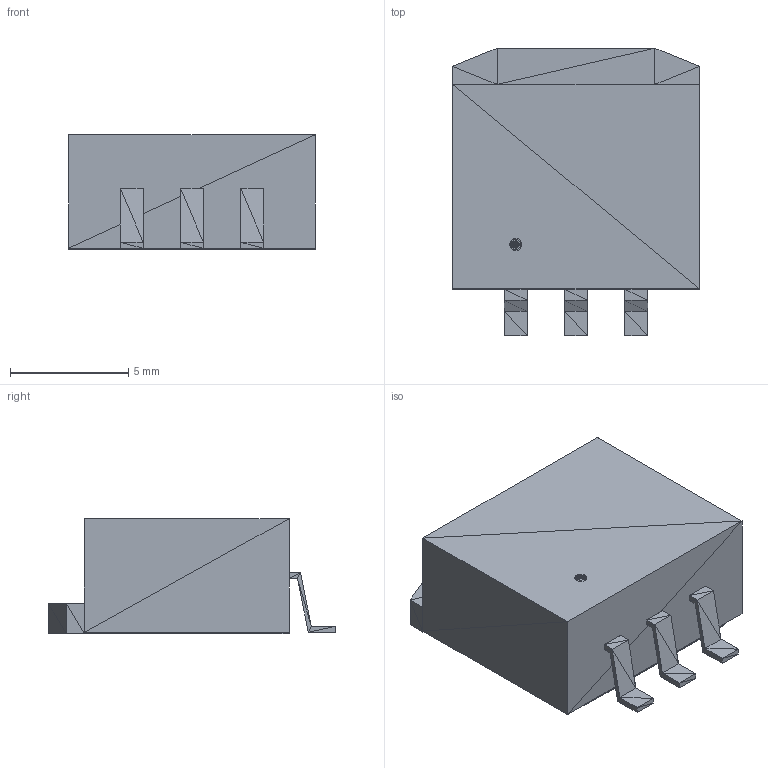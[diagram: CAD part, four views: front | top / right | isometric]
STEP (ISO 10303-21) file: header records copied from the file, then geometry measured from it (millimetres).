
FILE_DESCRIPTION(('STEP AP214'),'1');
FILE_NAME('TS3B-L','2020-01-07T03:40:45',(''),(''),'','','');
FILE_SCHEMA(('AUTOMOTIVE_DESIGN'));
Length unit declared in the file: millimetre
Products named in the file (1): product
Bounding box: 10.41 x 12.13 x 4.85 mm (x, y, z)
Volume: 434.1 mm3; surface area: 592.5 mm2
Topology: 5 solids, 6 shells, 272 faces, 418 edges, 152 vertices
Faces by surface type: plane 272
Entity records: 5309 total; most frequent: DIRECTION 964, ORIENTED_EDGE 816, CARTESIAN_POINT 425, EDGE_CURVE 418, LINE 418, VECTOR 418, AXIS2_PLACEMENT_3D 273, STYLED_ITEM 272
